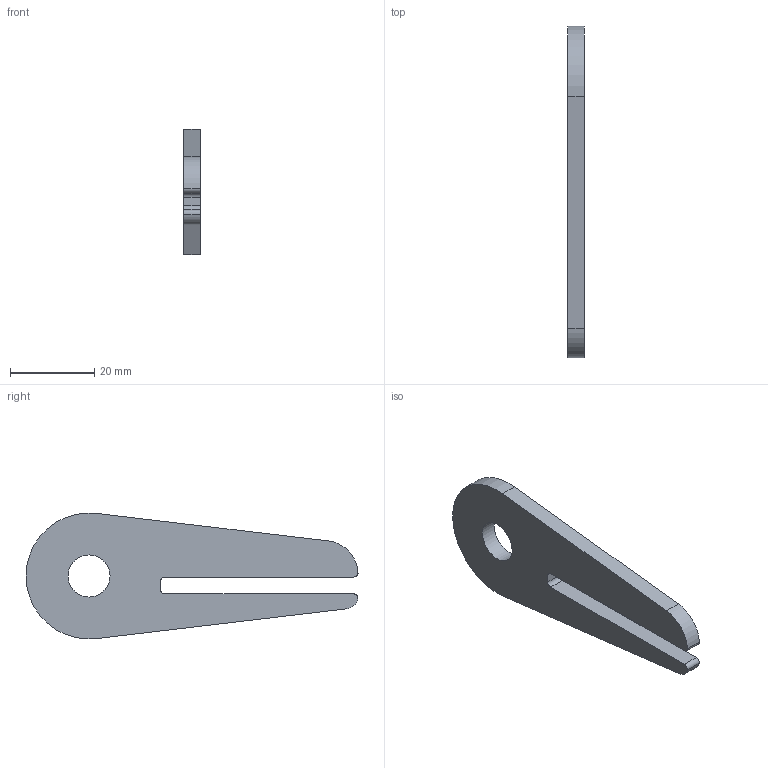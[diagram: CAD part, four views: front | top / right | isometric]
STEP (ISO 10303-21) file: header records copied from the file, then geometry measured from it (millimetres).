
FILE_DESCRIPTION(('FreeCAD Model'),'2;1');
FILE_NAME('2020503_Walzenhalterung_Teil1.step','2020-05-04T18:56:55',('Ludwig Tesar'),( 'LUMILOOP GmbH'),'Open CASCADE STEP processor 7.4','FreeCAD', 'Unknown');
FILE_SCHEMA(('AUTOMOTIVE_DESIGN { 1 0 10303 214 1 1 1 1 }'));
Length unit declared in the file: millimetre
Products named in the file (2): Walzenhalterung_Teil_1; SOLID
Assembly tree (1 placements, depth 2):
  Walzenhalterung_Teil_1
    SOLID
Bounding box: 4 x 78.99 x 29.96 mm (x, y, z)
Volume: 6086.6 mm3; surface area: 4287.7 mm2
Topology: 1 solids, 1 shells, 15 faces, 39 edges, 26 vertices
Faces by surface type: plane 7, cylinder 6, bspline 2
Full cylindrical faces by diameter (mm): 10 x1
Entity records: 601 total; most frequent: CARTESIAN_POINT 210, ORIENTED_EDGE 78, DIRECTION 73, EDGE_CURVE 39, AXIS2_PLACEMENT_3D 27, VERTEX_POINT 26, LINE 19, VECTOR 19
